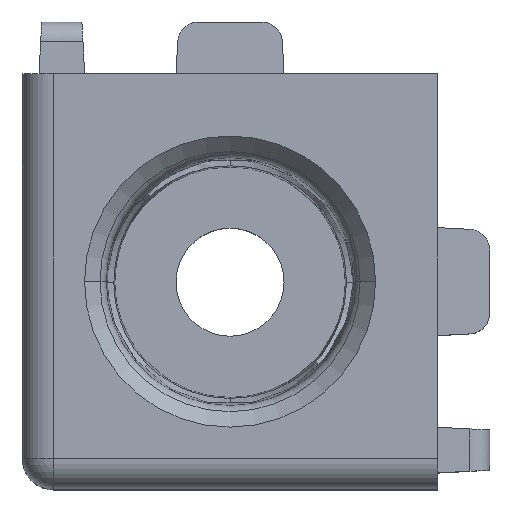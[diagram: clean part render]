
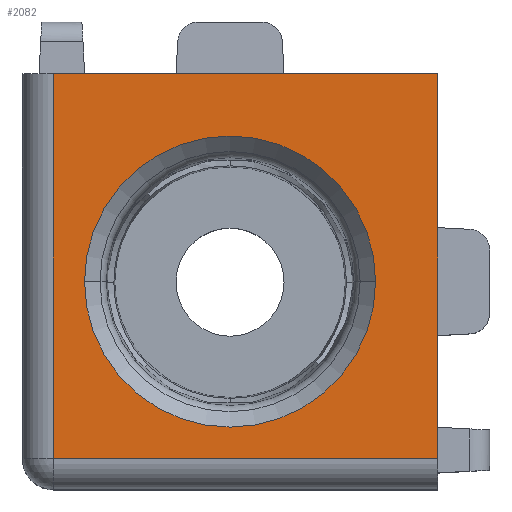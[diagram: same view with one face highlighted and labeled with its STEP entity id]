
A CAD part, top view. The second image highlights one B-rep face of the part: STEP entity #2082.
In plain terms, the highlighted planar face has unit normal (0, 0, 1).
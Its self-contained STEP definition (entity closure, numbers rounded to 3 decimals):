
#263 = CARTESIAN_POINT ( 'NONE',  ( -10., 10., 10. ) ) ;
#296 = VERTEX_POINT ( 'NONE', #3718 ) ;
#431 = DIRECTION ( 'NONE',  ( 1., 0., 0. ) ) ;
#492 = VERTEX_POINT ( 'NONE', #1082 ) ;
#624 = AXIS2_PLACEMENT_3D ( 'NONE', #876, #4094, #1343 ) ;
#724 = DIRECTION ( 'NONE',  ( -1., 0., 0. ) ) ;
#837 = ORIENTED_EDGE ( 'NONE', *, *, #5832, .T. ) ;
#876 = CARTESIAN_POINT ( 'NONE',  ( 0., 0., 10. ) ) ;
#1036 = CARTESIAN_POINT ( 'NONE',  ( 10., -8.5, 10. ) ) ;
#1082 = CARTESIAN_POINT ( 'NONE',  ( -8.5, -8.5, 10. ) ) ;
#1111 = LINE ( 'NONE', #263, #2491 ) ;
#1307 = CARTESIAN_POINT ( 'NONE',  ( 10., 10., 10. ) ) ;
#1343 = DIRECTION ( 'NONE',  ( 1., 0., 0. ) ) ;
#1411 = EDGE_CURVE ( 'NONE', #5077, #3679, #2936, .T. ) ;
#1548 = ORIENTED_EDGE ( 'NONE', *, *, #4969, .T. ) ;
#1592 = CARTESIAN_POINT ( 'NONE',  ( -10., -10., 10. ) ) ;
#1693 = VERTEX_POINT ( 'NONE', #1307 ) ;
#1912 = LINE ( 'NONE', #5476, #5455 ) ;
#1961 = FACE_OUTER_BOUND ( 'NONE', #3928, .T. ) ;
#1976 = VECTOR ( 'NONE', #3348, 1000. ) ;
#1990 = DIRECTION ( 'NONE',  ( 0., -1., 0. ) ) ;
#2021 = VERTEX_POINT ( 'NONE', #2029 ) ;
#2029 = CARTESIAN_POINT ( 'NONE',  ( -8.5, 10., 10. ) ) ;
#2082 = ADVANCED_FACE ( 'NONE', ( #5508, #1961 ), #3428, .T. ) ;
#2371 = EDGE_LOOP ( 'NONE', ( #1548, #3421 ) ) ;
#2491 = VECTOR ( 'NONE', #724, 1000. ) ;
#2829 = CARTESIAN_POINT ( 'NONE',  ( -7.008, 0., 10. ) ) ;
#2936 = CIRCLE ( 'NONE', #4928, 7.008 ) ;
#3041 = VECTOR ( 'NONE', #1990, 1000. ) ;
#3053 = DIRECTION ( 'NONE',  ( 1., 0., 0. ) ) ;
#3163 = DIRECTION ( 'NONE',  ( 0., 1., 0. ) ) ;
#3199 = DIRECTION ( 'NONE',  ( 0., 0., -1. ) ) ;
#3203 = LINE ( 'NONE', #1036, #1976 ) ;
#3348 = DIRECTION ( 'NONE',  ( 1., 0., 0. ) ) ;
#3421 = ORIENTED_EDGE ( 'NONE', *, *, #1411, .T. ) ;
#3428 = PLANE ( 'NONE',  #4589 ) ;
#3629 = CIRCLE ( 'NONE', #624, 7.008 ) ;
#3679 = VERTEX_POINT ( 'NONE', #4381 ) ;
#3718 = CARTESIAN_POINT ( 'NONE',  ( 10., -8.5, 10. ) ) ;
#3928 = EDGE_LOOP ( 'NONE', ( #837, #4806, #5389, #4953 ) ) ;
#4094 = DIRECTION ( 'NONE',  ( 0., 0., -1. ) ) ;
#4277 = CARTESIAN_POINT ( 'NONE',  ( -8.5, -10., 10. ) ) ;
#4329 = EDGE_CURVE ( 'NONE', #1693, #2021, #1111, .T. ) ;
#4381 = CARTESIAN_POINT ( 'NONE',  ( 7.008, 0., 10. ) ) ;
#4589 = AXIS2_PLACEMENT_3D ( 'NONE', #1592, #5847, #3053 ) ;
#4806 = ORIENTED_EDGE ( 'NONE', *, *, #5800, .T. ) ;
#4928 = AXIS2_PLACEMENT_3D ( 'NONE', #5996, #3199, #431 ) ;
#4953 = ORIENTED_EDGE ( 'NONE', *, *, #4329, .T. ) ;
#4969 = EDGE_CURVE ( 'NONE', #3679, #5077, #3629, .T. ) ;
#5077 = VERTEX_POINT ( 'NONE', #2829 ) ;
#5389 = ORIENTED_EDGE ( 'NONE', *, *, #5561, .T. ) ;
#5455 = VECTOR ( 'NONE', #3163, 1000. ) ;
#5476 = CARTESIAN_POINT ( 'NONE',  ( 10., 10., 10. ) ) ;
#5508 = FACE_BOUND ( 'NONE', #2371, .T. ) ;
#5530 = LINE ( 'NONE', #4277, #3041 ) ;
#5561 = EDGE_CURVE ( 'NONE', #296, #1693, #1912, .T. ) ;
#5800 = EDGE_CURVE ( 'NONE', #492, #296, #3203, .T. ) ;
#5832 = EDGE_CURVE ( 'NONE', #2021, #492, #5530, .T. ) ;
#5847 = DIRECTION ( 'NONE',  ( 0., 0., 1. ) ) ;
#5996 = CARTESIAN_POINT ( 'NONE',  ( 0., 0., 10. ) ) ;
